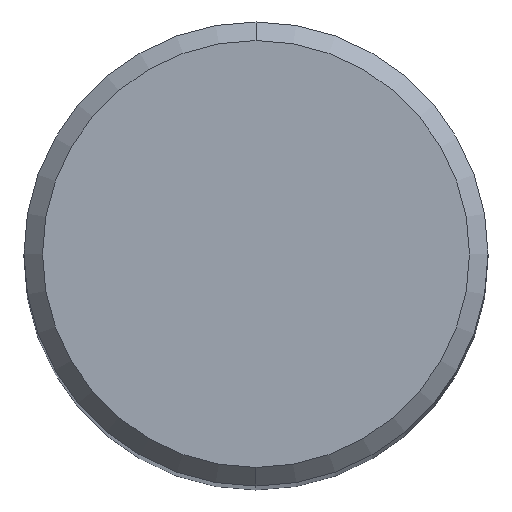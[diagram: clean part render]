
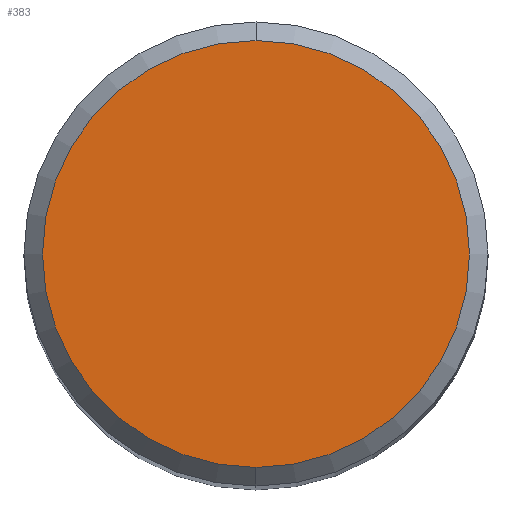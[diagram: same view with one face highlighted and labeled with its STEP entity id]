
A CAD part, top view. The second image highlights one B-rep face of the part: STEP entity #383.
In plain terms, the highlighted planar face has unit normal (0, 0, 1).
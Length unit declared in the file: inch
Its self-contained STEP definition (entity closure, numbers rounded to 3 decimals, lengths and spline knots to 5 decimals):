
#26 = CARTESIAN_POINT ( 'NONE',  ( 0., -0.1725, 0. ) ) ;
#38 = ORIENTED_EDGE ( 'NONE', *, *, #187, .T. ) ;
#44 = DIRECTION ( 'NONE',  ( 0., 1., 0. ) ) ;
#89 = AXIS2_PLACEMENT_3D ( 'NONE', #223, #96, #340 ) ;
#96 = DIRECTION ( 'NONE',  ( 0., 0., 1. ) ) ;
#101 = EDGE_LOOP ( 'NONE', ( #38, #428 ) ) ;
#106 = CARTESIAN_POINT ( 'NONE',  ( 0., 0., 0. ) ) ;
#111 = AXIS2_PLACEMENT_3D ( 'NONE', #106, #199, #271 ) ;
#119 = CARTESIAN_POINT ( 'NONE',  ( 0., 0.1725, 0. ) ) ;
#159 = VERTEX_POINT ( 'NONE', #26 ) ;
#187 = EDGE_CURVE ( 'NONE', #323, #159, #321, .T. ) ;
#199 = DIRECTION ( 'NONE',  ( 0., 0., 1. ) ) ;
#223 = CARTESIAN_POINT ( 'NONE',  ( 0., 0., 0. ) ) ;
#253 = PLANE ( 'NONE',  #411 ) ;
#258 = CIRCLE ( 'NONE', #89, 0.1725 ) ;
#271 = DIRECTION ( 'NONE',  ( 0., -1., 0. ) ) ;
#321 = CIRCLE ( 'NONE', #111, 0.1725 ) ;
#323 = VERTEX_POINT ( 'NONE', #119 ) ;
#340 = DIRECTION ( 'NONE',  ( 0., -1., 0. ) ) ;
#383 = ADVANCED_FACE ( 'NONE', ( #520 ), #253, .F. ) ;
#399 = DIRECTION ( 'NONE',  ( 0., 0., -1. ) ) ;
#411 = AXIS2_PLACEMENT_3D ( 'NONE', #517, #399, #44 ) ;
#428 = ORIENTED_EDGE ( 'NONE', *, *, #460, .T. ) ;
#460 = EDGE_CURVE ( 'NONE', #159, #323, #258, .T. ) ;
#517 = CARTESIAN_POINT ( 'NONE',  ( 0., 0.1725, 0. ) ) ;
#520 = FACE_OUTER_BOUND ( 'NONE', #101, .T. ) ;
